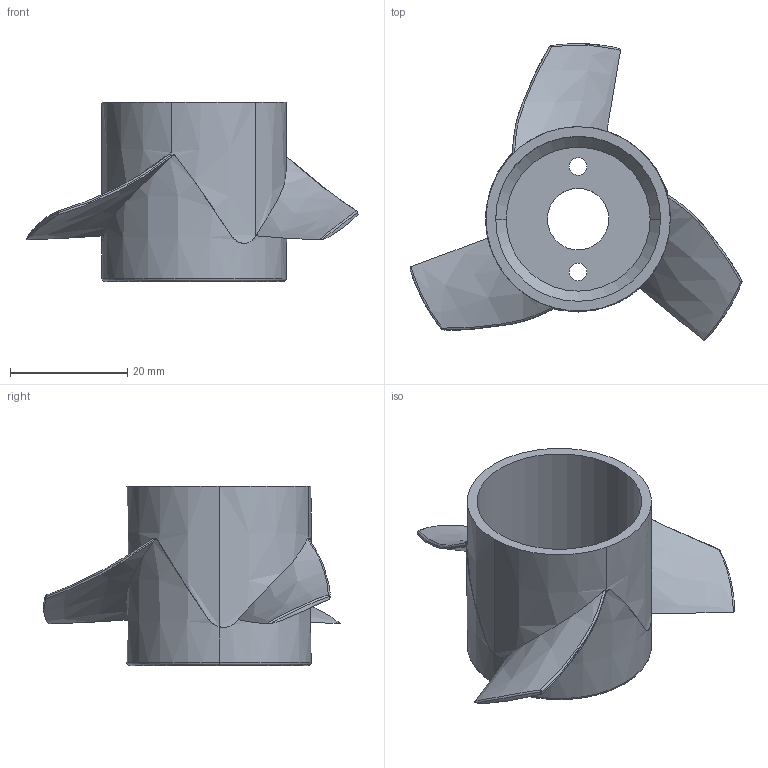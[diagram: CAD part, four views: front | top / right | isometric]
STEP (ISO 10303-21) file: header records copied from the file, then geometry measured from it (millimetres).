
FILE_DESCRIPTION (( 'STEP AP214' ), '1' );
FILE_NAME ('9-16-2.stp.STEP', '2026-01-31T07:41:02', ( '' ), ( '' ), 'SwSTEP 2.0', 'SolidWorks 2024', '' );
FILE_SCHEMA (( 'AUTOMOTIVE_DESIGN' ));
Length unit declared in the file: millimetre
Products named in the file (1): 9-16-2.stp
Bounding box: 56.75 x 50.72 x 30.6 mm (x, y, z)
Volume: 7109.3 mm3; surface area: 8387.2 mm2
Topology: 1 solids, 1 shells, 57 faces, 148 edges, 94 vertices
Faces by surface type: bspline 30, cone 8, cylinder 8, plane 6, sphere 3, torus 2
Entity records: 6347 total; most frequent: CARTESIAN_POINT 5176, ORIENTED_EDGE 296, EDGE_CURVE 148, DIRECTION 147, VERTEX_POINT 94, B_SPLINE_CURVE_WITH_KNOTS 92, EDGE_LOOP 64, AXIS2_PLACEMENT_3D 63
